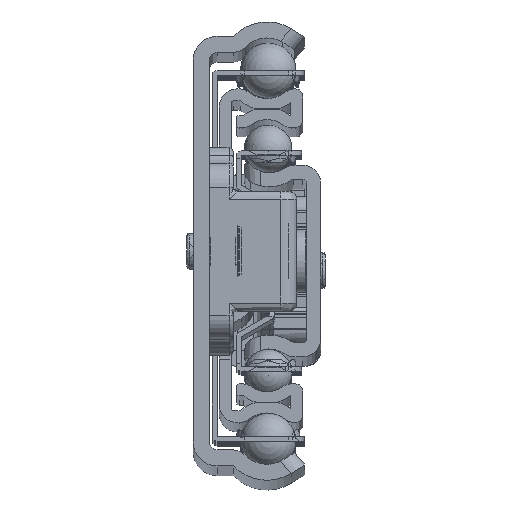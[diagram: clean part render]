
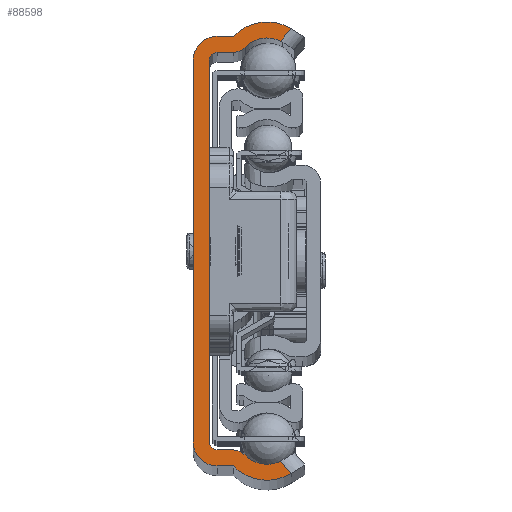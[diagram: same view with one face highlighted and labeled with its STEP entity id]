
A CAD part, top view. The second image highlights one B-rep face of the part: STEP entity #88598.
In plain terms, the highlighted planar face has unit normal (0, 0, 1).
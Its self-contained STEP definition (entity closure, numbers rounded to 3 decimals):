
#5493=PLANE('',#93685);
#8023=LINE('',#126174,#14529);
#8045=LINE('',#126262,#14551);
#8053=LINE('',#126308,#14559);
#8064=LINE('',#126368,#14570);
#8068=LINE('',#126380,#14574);
#8072=LINE('',#126392,#14578);
#8077=LINE('',#126409,#14583);
#8081=LINE('',#126423,#14587);
#14529=VECTOR('',#102620,10.);
#14551=VECTOR('',#102708,10.);
#14559=VECTOR('',#102738,10.);
#14570=VECTOR('',#102785,10.);
#14574=VECTOR('',#102797,10.);
#14578=VECTOR('',#102809,10.);
#14583=VECTOR('',#102830,10.);
#14587=VECTOR('',#102848,10.);
#22040=FACE_OUTER_BOUND('',#26573,.T.);
#26573=EDGE_LOOP('',(#59437,#59438,#59439,#59440,#59441,#59442,#59443,#59444,
#59445,#59446,#59447,#59448,#59449,#59450,#59451,#59452,#59453,#59454));
#31273=CIRCLE('',#93637,5.8);
#31275=CIRCLE('',#93646,3.8);
#31276=CIRCLE('',#93656,3.8);
#31278=CIRCLE('',#93659,2.);
#31280=CIRCLE('',#93663,1.);
#31282=CIRCLE('',#93667,1.);
#31284=CIRCLE('',#93671,2.);
#31286=CIRCLE('',#93675,5.8);
#31288=CIRCLE('',#93679,3.);
#31290=CIRCLE('',#93682,3.);
#34979=VERTEX_POINT('',#126172);
#34980=VERTEX_POINT('',#126173);
#35008=VERTEX_POINT('',#126256);
#35009=VERTEX_POINT('',#126261);
#35016=VERTEX_POINT('',#126283);
#35023=VERTEX_POINT('',#126302);
#35024=VERTEX_POINT('',#126307);
#35028=VERTEX_POINT('',#126323);
#35035=VERTEX_POINT('',#126355);
#35037=VERTEX_POINT('',#126361);
#35039=VERTEX_POINT('',#126367);
#35041=VERTEX_POINT('',#126373);
#35043=VERTEX_POINT('',#126379);
#35045=VERTEX_POINT('',#126385);
#35047=VERTEX_POINT('',#126391);
#35049=VERTEX_POINT('',#126402);
#35051=VERTEX_POINT('',#126408);
#35053=VERTEX_POINT('',#126417);
#44481=EDGE_CURVE('',#34979,#34980,#8023,.T.);
#44524=EDGE_CURVE('',#35008,#35009,#8045,.T.);
#44533=EDGE_CURVE('',#35016,#35008,#31273,.T.);
#44542=EDGE_CURVE('',#35023,#35024,#8053,.T.);
#44548=EDGE_CURVE('',#35028,#35023,#31275,.T.);
#44560=EDGE_CURVE('',#35009,#35035,#31276,.T.);
#44563=EDGE_CURVE('',#35035,#35037,#31278,.T.);
#44566=EDGE_CURVE('',#35037,#35039,#8064,.T.);
#44569=EDGE_CURVE('',#35039,#35041,#31280,.T.);
#44572=EDGE_CURVE('',#35041,#35043,#8068,.T.);
#44575=EDGE_CURVE('',#35043,#35045,#31282,.T.);
#44578=EDGE_CURVE('',#35045,#35047,#8072,.T.);
#44581=EDGE_CURVE('',#35047,#35028,#31284,.T.);
#44584=EDGE_CURVE('',#35024,#35049,#31286,.T.);
#44587=EDGE_CURVE('',#35049,#35051,#8077,.T.);
#44590=EDGE_CURVE('',#35051,#34979,#31288,.T.);
#44592=EDGE_CURVE('',#34980,#35053,#31290,.T.);
#44595=EDGE_CURVE('',#35053,#35016,#8081,.T.);
#59437=ORIENTED_EDGE('',*,*,#44524,.F.);
#59438=ORIENTED_EDGE('',*,*,#44533,.F.);
#59439=ORIENTED_EDGE('',*,*,#44595,.F.);
#59440=ORIENTED_EDGE('',*,*,#44592,.F.);
#59441=ORIENTED_EDGE('',*,*,#44481,.F.);
#59442=ORIENTED_EDGE('',*,*,#44590,.F.);
#59443=ORIENTED_EDGE('',*,*,#44587,.F.);
#59444=ORIENTED_EDGE('',*,*,#44584,.F.);
#59445=ORIENTED_EDGE('',*,*,#44542,.F.);
#59446=ORIENTED_EDGE('',*,*,#44548,.F.);
#59447=ORIENTED_EDGE('',*,*,#44581,.F.);
#59448=ORIENTED_EDGE('',*,*,#44578,.F.);
#59449=ORIENTED_EDGE('',*,*,#44575,.F.);
#59450=ORIENTED_EDGE('',*,*,#44572,.F.);
#59451=ORIENTED_EDGE('',*,*,#44569,.F.);
#59452=ORIENTED_EDGE('',*,*,#44566,.F.);
#59453=ORIENTED_EDGE('',*,*,#44563,.F.);
#59454=ORIENTED_EDGE('',*,*,#44560,.F.);
#88598=ADVANCED_FACE('',(#22040),#5493,.T.);
#93637=AXIS2_PLACEMENT_3D('',#126285,#102720,#102721);
#93646=AXIS2_PLACEMENT_3D('',#126325,#102745,#102746);
#93656=AXIS2_PLACEMENT_3D('',#126356,#102771,#102772);
#93659=AXIS2_PLACEMENT_3D('',#126362,#102778,#102779);
#93663=AXIS2_PLACEMENT_3D('',#126374,#102790,#102791);
#93667=AXIS2_PLACEMENT_3D('',#126386,#102802,#102803);
#93671=AXIS2_PLACEMENT_3D('',#126397,#102814,#102815);
#93675=AXIS2_PLACEMENT_3D('',#126403,#102823,#102824);
#93679=AXIS2_PLACEMENT_3D('',#126414,#102835,#102836);
#93682=AXIS2_PLACEMENT_3D('',#126418,#102841,#102842);
#93685=AXIS2_PLACEMENT_3D('',#126425,#102850,#102851);
#102620=DIRECTION('',(0.,1.,0.));
#102708=DIRECTION('',(-0.653,-0.757,0.));
#102720=DIRECTION('center_axis',(0.,0.,-1.));
#102721=DIRECTION('ref_axis',(-0.525,-0.851,0.));
#102738=DIRECTION('',(0.653,-0.757,0.));
#102745=DIRECTION('center_axis',(0.,0.,1.));
#102746=DIRECTION('ref_axis',(-0.724,-0.69,0.));
#102771=DIRECTION('center_axis',(0.,0.,1.));
#102772=DIRECTION('ref_axis',(0.525,0.851,0.));
#102778=DIRECTION('center_axis',(0.,0.,-1.));
#102779=DIRECTION('ref_axis',(0.,1.,0.));
#102785=DIRECTION('',(-1.,0.,0.));
#102790=DIRECTION('center_axis',(0.,0.,1.));
#102791=DIRECTION('ref_axis',(0.,1.,0.));
#102797=DIRECTION('',(0.,-1.,0.));
#102802=DIRECTION('center_axis',(0.,0.,1.));
#102803=DIRECTION('ref_axis',(-1.,0.,0.));
#102809=DIRECTION('',(1.,0.,0.));
#102814=DIRECTION('center_axis',(0.,0.,-1.));
#102815=DIRECTION('ref_axis',(-0.724,-0.69,0.));
#102823=DIRECTION('center_axis',(0.,0.,-1.));
#102824=DIRECTION('ref_axis',(0.724,0.69,0.));
#102830=DIRECTION('',(-1.,0.,0.));
#102835=DIRECTION('center_axis',(0.,0.,-1.));
#102836=DIRECTION('ref_axis',(1.,0.,0.));
#102841=DIRECTION('center_axis',(0.,0.,-1.));
#102842=DIRECTION('ref_axis',(0.,-1.,0.));
#102848=DIRECTION('',(1.,0.,0.));
#102850=DIRECTION('center_axis',(0.,0.,1.));
#102851=DIRECTION('ref_axis',(1.,0.,0.));
#126172=CARTESIAN_POINT('',(-9.25,-23.9,700.));
#126173=CARTESIAN_POINT('',(-9.25,23.9,700.));
#126174=CARTESIAN_POINT('',(-9.25,-23.9,700.));
#126256=CARTESIAN_POINT('',(3.027,27.848,700.));
#126261=CARTESIAN_POINT('',(1.693,26.302,700.));
#126262=CARTESIAN_POINT('',(-5.642,17.798,700.));
#126283=CARTESIAN_POINT('',(-4.2,26.9,700.));
#126285=CARTESIAN_POINT('Origin',(0.,22.9,
700.));
#126302=CARTESIAN_POINT('',(1.693,-26.302,700.));
#126307=CARTESIAN_POINT('',(3.027,-27.848,700.));
#126308=CARTESIAN_POINT('',(-6.304,-17.031,700.));
#126323=CARTESIAN_POINT('',(-2.752,-25.521,700.));
#126325=CARTESIAN_POINT('Origin',(0.,-22.9,
700.));
#126355=CARTESIAN_POINT('',(-2.752,25.521,700.));
#126356=CARTESIAN_POINT('Origin',(0.,22.9,
700.));
#126361=CARTESIAN_POINT('',(-4.2,24.9,700.));
#126362=CARTESIAN_POINT('Origin',(-4.2,26.9,700.));
#126367=CARTESIAN_POINT('',(-6.25,24.9,700.));
#126368=CARTESIAN_POINT('',(-4.2,24.9,700.));
#126373=CARTESIAN_POINT('',(-7.25,23.9,700.));
#126374=CARTESIAN_POINT('Origin',(-6.25,23.9,700.));
#126379=CARTESIAN_POINT('',(-7.25,-23.9,700.));
#126380=CARTESIAN_POINT('',(-7.25,23.9,700.));
#126385=CARTESIAN_POINT('',(-6.25,-24.9,700.));
#126386=CARTESIAN_POINT('Origin',(-6.25,-23.9,700.));
#126391=CARTESIAN_POINT('',(-4.2,-24.9,700.));
#126392=CARTESIAN_POINT('',(-6.25,-24.9,700.));
#126397=CARTESIAN_POINT('Origin',(-4.2,-26.9,700.));
#126402=CARTESIAN_POINT('',(-4.2,-26.9,700.));
#126403=CARTESIAN_POINT('Origin',(0.,-22.9,
700.));
#126408=CARTESIAN_POINT('',(-6.25,-26.9,700.));
#126409=CARTESIAN_POINT('',(-4.2,-26.9,700.));
#126414=CARTESIAN_POINT('Origin',(-6.25,-23.9,700.));
#126417=CARTESIAN_POINT('',(-6.25,26.9,700.));
#126418=CARTESIAN_POINT('Origin',(-6.25,23.9,700.));
#126423=CARTESIAN_POINT('',(-6.25,26.9,700.));
#126425=CARTESIAN_POINT('Origin',(-5.819,0.,
700.));
